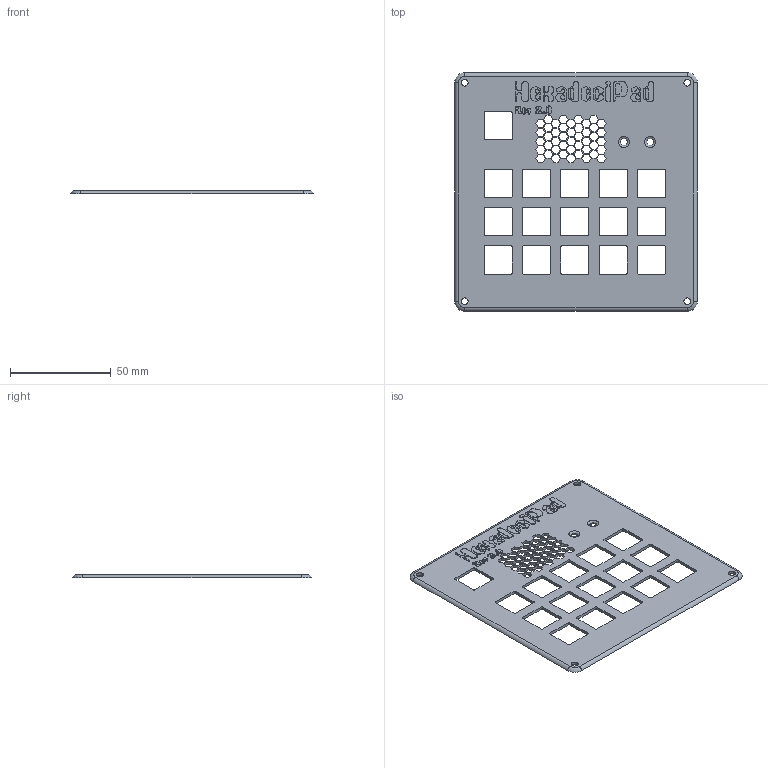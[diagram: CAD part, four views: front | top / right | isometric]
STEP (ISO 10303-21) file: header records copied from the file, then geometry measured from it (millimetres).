
FILE_DESCRIPTION(/* description */ ('','CAx-IF Rec.Pracs.---Representation and Presentation of Product Manufacturing Information (PMI)---4.0---2014-10-13'),/* implementation_level */ '2;1');
FILE_NAME(/* name */ 'Hackpad - Top Plate.step',/* time_stamp */ '2025-02-16T21:04:21+13:00',/* author */ (''),/* organization */ (''),/* preprocessor_version */ 'ST-DEVELOPER v20',/* originating_system */ 'Autodesk Translation Framework v13.20.0.188',/* authorisation */ '');
FILE_SCHEMA (('AP242_MANAGED_MODEL_BASED_3D_ENGINEERING_MIM_LF { 1 0 10303 442 1 1 4 }'));
Length unit declared in the file: millimetre
Products named in the file (1): hackpad top v2
Bounding box: 120.55 x 118.7 x 1.8 mm (x, y, z)
Volume: 15456 mm3; surface area: 23773.6 mm2
Topology: 1 solids, 1 shells, 1059 faces, 3087 edges, 2058 vertices
Faces by surface type: plane 552, bspline 427, cylinder 74, torus 6
Full cylindrical faces by diameter (mm): 3.4 x4, 3.5 x2
Entity records: 38996 total; most frequent: CARTESIAN_POINT 13468, ORIENTED_EDGE 6174, DIRECTION 3660, EDGE_CURVE 3087, LINE 2070, VECTOR 2070, VERTEX_POINT 2058, EDGE_LOOP 1221
